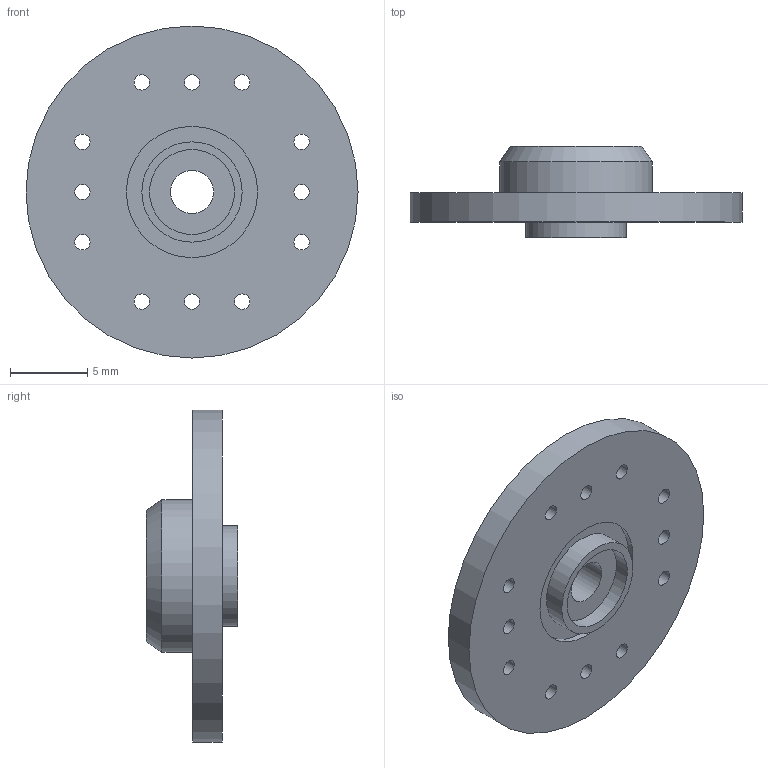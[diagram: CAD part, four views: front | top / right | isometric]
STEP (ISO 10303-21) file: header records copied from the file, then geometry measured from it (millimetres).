
FILE_DESCRIPTION(/* description */ (''),/* implementation_level */ '2;1');
FILE_NAME(/* name */ 'b23df7dc-a3c7-4190-9f47-2861626278b0.zip.stp',/* time_stamp */ '2019-02-24T07:34:38+00:00',/* author */ (''),/* organization */ (''),/* preprocessor_version */ 'ST-DEVELOPER v17.2',/* originating_system */ 'Autodesk Translation Framework v7.6.0.251',/* authorisation */ '');
FILE_SCHEMA (('AUTOMOTIVE_DESIGN { 1 0 10303 214 3 1 1 }'));
Length unit declared in the file: millimetre
Products named in the file (1): Acople circular v1
Bounding box: 21.5 x 5.9 x 21.5 mm (x, y, z)
Volume: 811 mm3; surface area: 1117.1 mm2
Topology: 1 solids, 1 shells, 104 faces, 290 edges, 193 vertices
Faces by surface type: plane 59, cylinder 44, cone 1
Full cylindrical faces by diameter (mm): 1 x12, 2.8 x1, 5.5 x1, 6.5 x1, 8.5 x1, 9.9 x1, 21.5 x1
Entity records: 3447 total; most frequent: DIRECTION 589, CARTESIAN_POINT 588, ORIENTED_EDGE 580, EDGE_CURVE 290, LINE 201, VECTOR 201, AXIS2_PLACEMENT_3D 194, VERTEX_POINT 193
